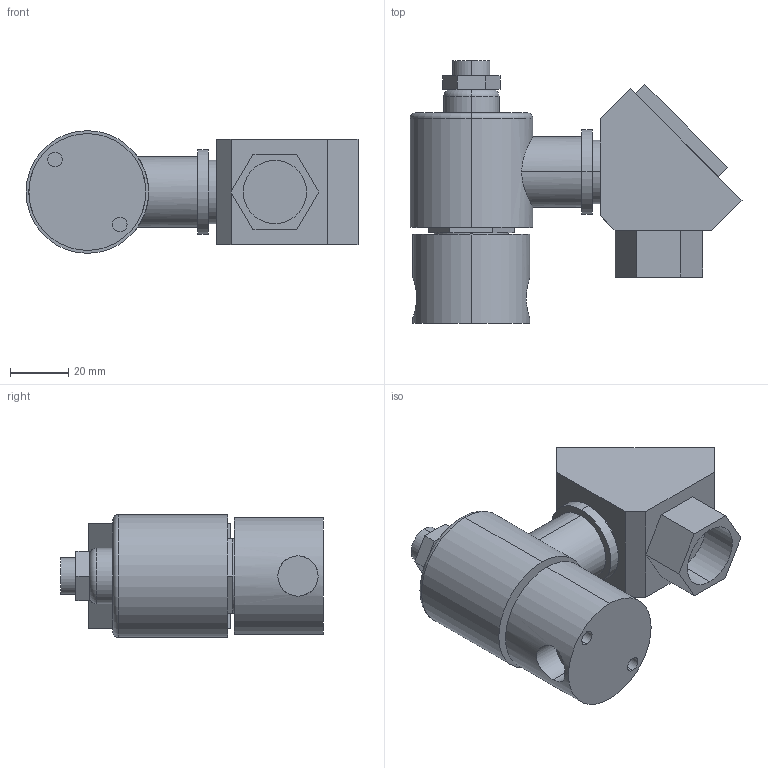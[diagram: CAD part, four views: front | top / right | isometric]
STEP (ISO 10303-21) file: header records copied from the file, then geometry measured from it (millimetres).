
FILE_DESCRIPTION (( 'STEP AP214' ), '1' );
FILE_NAME ('YS302T-3B.STEP', '2025-09-05T07:04:44', ( '' ), ( '' ), 'SwSTEP 2.0', 'SolidWorks 2024', '' );
FILE_SCHEMA (( 'AUTOMOTIVE_DESIGN' ));
Length unit declared in the file: millimetre
Products named in the file (4): YS302T-3B; AS302A_AS302A; ZS302-2_3B; TBL
Assembly tree (3 placements, depth 2):
  YS302T-3B
    ZS302-2_3B
    AS302A_AS302A
    TBL
Bounding box: 113.66 x 89.85 x 42 mm (x, y, z)
Volume: 166597.6 mm3; surface area: 33082.1 mm2
Topology: 3 solids, 3 shells, 93 faces, 199 edges, 128 vertices
Faces by surface type: plane 57, cylinder 32, torus 4
Entity records: 2896 total; most frequent: CARTESIAN_POINT 702, DIRECTION 461, ORIENTED_EDGE 398, EDGE_CURVE 199, AXIS2_PLACEMENT_3D 169, VERTEX_POINT 128, VECTOR 123, LINE 123
